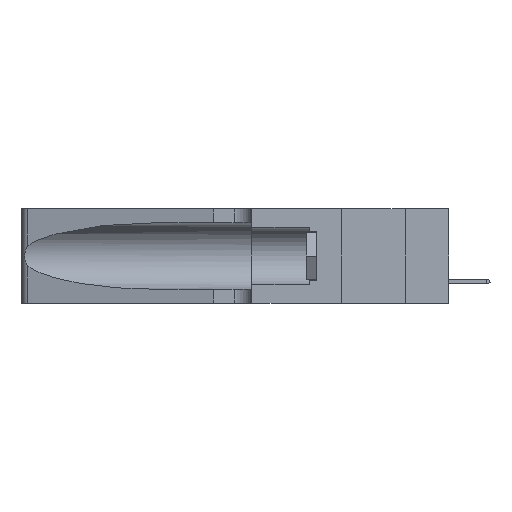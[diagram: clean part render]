
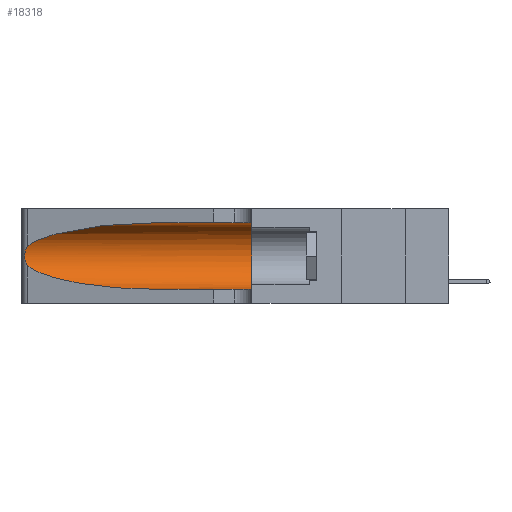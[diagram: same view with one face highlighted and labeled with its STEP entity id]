
A CAD part, left-side view. The second image highlights one B-rep face of the part: STEP entity #18318.
In plain terms, the highlighted cylindrical face has radius 3.308 mm (diameter 6.617 mm), a partial arc.
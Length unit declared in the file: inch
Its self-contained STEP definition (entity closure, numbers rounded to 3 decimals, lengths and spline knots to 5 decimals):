
#571 = CARTESIAN_POINT ( 'NONE',  ( 0.25555, 1.22994, 0.2215 ) ) ;
#1976 = LINE ( 'NONE', #10182, #29956 ) ;
#2360 = CARTESIAN_POINT ( 'NONE',  ( 0.25487, 1.22718, 0.22369 ) ) ;
#3085 = CARTESIAN_POINT ( 'NONE',  ( 0.25639, 1.23184, 0.21858 ) ) ;
#3133 = CARTESIAN_POINT ( 'NONE',  ( 0.1305, 0.35, 0.05475 ) ) ;
#3608 = EDGE_CURVE ( 'NONE', #13117, #17228, #1976, .T. ) ;
#3700 = B_SPLINE_CURVE_WITH_KNOTS ( 'NONE', 3,
 ( #19581, #571, #3085, #5269, #24590, #10330, #17287, #26965, #12735, #5379, #7791, #19896, #22403, #10432 ),
 .UNSPECIFIED., .F., .F.,
 ( 4, 2, 2, 2, 2, 2, 4 ),
 ( 0., 0.00027, 0.00053, 0.00107, 0.0016, 0.00187, 0.00214 ),
 .UNSPECIFIED. ) ;
#3981 = CARTESIAN_POINT ( 'NONE',  ( 0.1305, 0.72297, 0.05475 ) ) ;
#4355 = AXIS2_PLACEMENT_3D ( 'NONE', #21933, #5326, #24337 ) ;
#5265 = EDGE_CURVE ( 'NONE', #5429, #14052, #3700, .T. ) ;
#5269 = CARTESIAN_POINT ( 'NONE',  ( 0.25787, 1.23484, 0.2124 ) ) ;
#5326 = DIRECTION ( 'NONE',  ( 0., -1., 0. ) ) ;
#5379 = CARTESIAN_POINT ( 'NONE',  ( 0.25856, 1.23593, 0.16098 ) ) ;
#5429 = VERTEX_POINT ( 'NONE', #23113 ) ;
#6145 = CARTESIAN_POINT ( 'NONE',  ( 0.1305, 0.72297, 0.31525 ) ) ;
#7791 = CARTESIAN_POINT ( 'NONE',  ( 0.25789, 1.23486, 0.15765 ) ) ;
#9862 = CARTESIAN_POINT ( 'NONE',  ( 0.25487, 1.22718, 0.14631 ) ) ;
#10182 = CARTESIAN_POINT ( 'NONE',  ( 0.1305, 1.61858, 0.31525 ) ) ;
#10330 = CARTESIAN_POINT ( 'NONE',  ( 0.26018, 1.23835, 0.19895 ) ) ;
#10432 = CARTESIAN_POINT ( 'NONE',  ( 0.25487, 1.22718, 0.14631 ) ) ;
#11413 = VERTEX_POINT ( 'NONE', #3133 ) ;
#12069 = CARTESIAN_POINT ( 'NONE',  ( 0.1305, 0.72297, 0.05475 ) ) ;
#12525 = ORIENTED_EDGE ( 'NONE', *, *, #5265, .T. ) ;
#12595 = DIRECTION ( 'NONE',  ( 0., -1., 0. ) ) ;
#12735 = CARTESIAN_POINT ( 'NONE',  ( 0.26017, 1.23833, 0.17102 ) ) ;
#13117 = VERTEX_POINT ( 'NONE', #6145 ) ;
#13627 = ORIENTED_EDGE ( 'NONE', *, *, #20310, .T. ) ;
#13879 = CARTESIAN_POINT ( 'NONE',  ( 0.1305, 0.72297, 0.31525 ) ) ;
#13950 = ORIENTED_EDGE ( 'NONE', *, *, #26693, .T. ) ;
#14052 = VERTEX_POINT ( 'NONE', #24902 ) ;
#14964 = ORIENTED_EDGE ( 'NONE', *, *, #3608, .F. ) ;
#16460 = CARTESIAN_POINT ( 'NONE',  ( 0.1305, 0.35, 0.31525 ) ) ;
#16569 = AXIS2_PLACEMENT_3D ( 'NONE', #19252, #26430, #28619 ) ;
#16583 = CARTESIAN_POINT ( 'NONE',  ( 0.2373, 1.15595, 0.28018 ) ) ;
#17228 = VERTEX_POINT ( 'NONE', #16460 ) ;
#17287 = CARTESIAN_POINT ( 'NONE',  ( 0.26075, 1.23896, 0.19203 ) ) ;
#18318 = ADVANCED_FACE ( 'NONE', ( #27176 ), #26782, .F. ) ;
#18454 = LINE ( 'NONE', #27786, #25888 ) ;
#18606 = DIRECTION ( 'NONE',  ( 0., -1., 0. ) ) ;
#19118 = CARTESIAN_POINT ( 'NONE',  ( 0.2373, 1.15595, 0.08982 ) ) ;
#19202 = EDGE_LOOP ( 'NONE', ( #13627, #12525, #13950, #29240, #27628, #14964 ) ) ;
#19252 = CARTESIAN_POINT ( 'NONE',  ( 0.1305, 0.35, 0.185 ) ) ;
#19376 = VERTEX_POINT ( 'NONE', #3981 ) ;
#19581 = CARTESIAN_POINT ( 'NONE',  ( 0.25487, 1.22718, 0.22369 ) ) ;
#19896 = CARTESIAN_POINT ( 'NONE',  ( 0.25639, 1.23186, 0.15144 ) ) ;
#20310 = EDGE_CURVE ( 'NONE', #13117, #5429, #29510, .T. ) ;
#20958 = EDGE_CURVE ( 'NONE', #19376, #11413, #18454, .T. ) ;
#21079 = CIRCLE ( 'NONE', #16569, 0.13025 ) ;
#21933 = CARTESIAN_POINT ( 'NONE',  ( 0.1305, 1.61858, 0.185 ) ) ;
#22403 = CARTESIAN_POINT ( 'NONE',  ( 0.25555, 1.22993, 0.14849 ) ) ;
#23113 = CARTESIAN_POINT ( 'NONE',  ( 0.25487, 1.22718, 0.22369 ) ) ;
#23568 = CARTESIAN_POINT ( 'NONE',  ( 0.18966, 0.96281, 0.31525 ) ) ;
#24337 = DIRECTION ( 'NONE',  ( 0., 0., -1. ) ) ;
#24590 = CARTESIAN_POINT ( 'NONE',  ( 0.25854, 1.2359, 0.20912 ) ) ;
#24902 = CARTESIAN_POINT ( 'NONE',  ( 0.25487, 1.22718, 0.14631 ) ) ;
#25888 = VECTOR ( 'NONE', #18606, 39.37008 ) ;
#26430 = DIRECTION ( 'NONE',  ( 0., 1., 0. ) ) ;
#26458 =( BOUNDED_CURVE ( )  B_SPLINE_CURVE ( 3, ( #9862, #19118, #26504, #12069 ),
 .UNSPECIFIED., .F., .F. ) 
 B_SPLINE_CURVE_WITH_KNOTS ( ( 4, 4 ),
 ( 3.44316, 4.71239 ),
 .UNSPECIFIED. ) 
 CURVE ( )  GEOMETRIC_REPRESENTATION_ITEM ( )  RATIONAL_B_SPLINE_CURVE ( ( 1., 0.87, 0.87, 1. ) ) 
 REPRESENTATION_ITEM ( '' )  );
#26504 = CARTESIAN_POINT ( 'NONE',  ( 0.18966, 0.96281, 0.05475 ) ) ;
#26693 = EDGE_CURVE ( 'NONE', #14052, #19376, #26458, .T. ) ;
#26782 = CYLINDRICAL_SURFACE ( 'NONE', #4355, 0.13025 ) ;
#26965 = CARTESIAN_POINT ( 'NONE',  ( 0.26075, 1.23896, 0.178 ) ) ;
#27176 = FACE_OUTER_BOUND ( 'NONE', #19202, .T. ) ;
#27628 = ORIENTED_EDGE ( 'NONE', *, *, #30897, .F. ) ;
#27786 = CARTESIAN_POINT ( 'NONE',  ( 0.1305, 1.61858, 0.05475 ) ) ;
#28619 = DIRECTION ( 'NONE',  ( 0., 0., 1. ) ) ;
#29240 = ORIENTED_EDGE ( 'NONE', *, *, #20958, .T. ) ;
#29510 =( BOUNDED_CURVE ( )  B_SPLINE_CURVE ( 3, ( #13879, #23568, #16583, #2360 ),
 .UNSPECIFIED., .F., .T. ) 
 B_SPLINE_CURVE_WITH_KNOTS ( ( 4, 4 ),
 ( 1.5708, 2.84003 ),
 .UNSPECIFIED. ) 
 CURVE ( )  GEOMETRIC_REPRESENTATION_ITEM ( )  RATIONAL_B_SPLINE_CURVE ( ( 1., 0.87, 0.87, 1. ) ) 
 REPRESENTATION_ITEM ( '' )  );
#29956 = VECTOR ( 'NONE', #12595, 39.37008 ) ;
#30897 = EDGE_CURVE ( 'NONE', #17228, #11413, #21079, .T. ) ;
